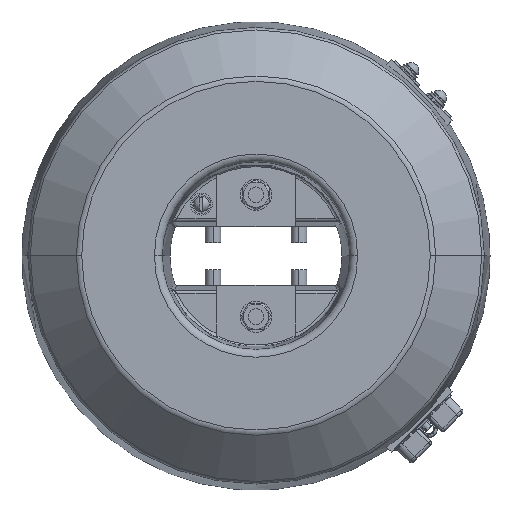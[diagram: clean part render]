
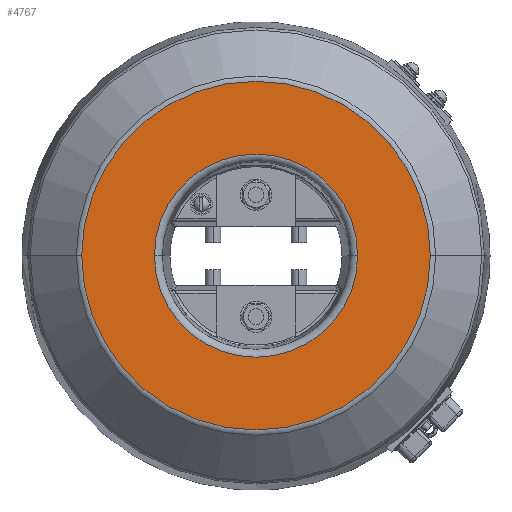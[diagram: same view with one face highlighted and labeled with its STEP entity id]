
A CAD part, top view. The second image highlights one B-rep face of the part: STEP entity #4767.
In plain terms, the highlighted planar face has unit normal (0, 0, 1).
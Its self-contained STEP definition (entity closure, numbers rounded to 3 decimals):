
#291 = DIRECTION ( 'NONE',  ( 0., 0., 1. ) ) ;
#321 = PLANE ( 'NONE',  #9686 ) ;
#325 = DIRECTION ( 'NONE',  ( 1., 0., 0. ) ) ;
#343 = CARTESIAN_POINT ( 'NONE',  ( 0., 0., 130. ) ) ;
#3449 = DIRECTION ( 'NONE',  ( 0., 0., 1. ) ) ;
#3450 = DIRECTION ( 'NONE',  ( 1., 0., 0. ) ) ;
#3468 = CARTESIAN_POINT ( 'NONE',  ( 0., 0., 130. ) ) ;
#3581 = CARTESIAN_POINT ( 'NONE',  ( 0., 0., 130. ) ) ;
#3592 = DIRECTION ( 'NONE',  ( 0., 0., -1. ) ) ;
#3605 = DIRECTION ( 'NONE',  ( 1., 0., 0. ) ) ;
#4194 = VERTEX_POINT ( 'NONE', #6961 ) ;
#4198 = VERTEX_POINT ( 'NONE', #6985 ) ;
#4200 = VERTEX_POINT ( 'NONE', #6971 ) ;
#4226 = VERTEX_POINT ( 'NONE', #6981 ) ;
#4767 = ADVANCED_FACE ( 'NONE', ( #12150, #12162 ), #321, .T. ) ;
#6108 = EDGE_CURVE ( 'NONE', #4226, #4194, #12325, .T. ) ;
#6151 = EDGE_CURVE ( 'NONE', #4198, #4200, #12364, .T. ) ;
#6961 = CARTESIAN_POINT ( 'NONE',  ( -111.544, 0., 130. ) ) ;
#6971 = CARTESIAN_POINT ( 'NONE',  ( 65.025, 0., 130. ) ) ;
#6981 = CARTESIAN_POINT ( 'NONE',  ( 111.544, 0., 130. ) ) ;
#6985 = CARTESIAN_POINT ( 'NONE',  ( -65.025, 0., 130. ) ) ;
#8389 = CIRCLE ( 'NONE', #10046, 111.544 ) ;
#8428 = CIRCLE ( 'NONE', #10084, 65.025 ) ;
#9686 = AXIS2_PLACEMENT_3D ( 'NONE', #343, #291, #325 ) ;
#9776 = AXIS2_PLACEMENT_3D ( 'NONE', #18469, #18566, #18561 ) ;
#9777 = AXIS2_PLACEMENT_3D ( 'NONE', #18624, #18631, #18657 ) ;
#10046 = AXIS2_PLACEMENT_3D ( 'NONE', #3468, #3449, #3450 ) ;
#10084 = AXIS2_PLACEMENT_3D ( 'NONE', #3581, #3592, #3605 ) ;
#12150 = FACE_OUTER_BOUND ( 'NONE', #17257, .T. ) ;
#12162 = FACE_BOUND ( 'NONE', #17224, .T. ) ;
#12325 = CIRCLE ( 'NONE', #9776, 111.544 ) ;
#12364 = CIRCLE ( 'NONE', #9777, 65.025 ) ;
#14041 = ORIENTED_EDGE ( 'NONE', *, *, #6151, .T. ) ;
#14100 = ORIENTED_EDGE ( 'NONE', *, *, #19896, .T. ) ;
#14114 = ORIENTED_EDGE ( 'NONE', *, *, #19929, .T. ) ;
#14156 = ORIENTED_EDGE ( 'NONE', *, *, #6108, .T. ) ;
#17224 = EDGE_LOOP ( 'NONE', ( #14114, #14041 ) ) ;
#17257 = EDGE_LOOP ( 'NONE', ( #14156, #14100 ) ) ;
#18469 = CARTESIAN_POINT ( 'NONE',  ( 0., 0., 130. ) ) ;
#18561 = DIRECTION ( 'NONE',  ( 1., 0., 0. ) ) ;
#18566 = DIRECTION ( 'NONE',  ( 0., 0., 1. ) ) ;
#18624 = CARTESIAN_POINT ( 'NONE',  ( 0., 0., 130. ) ) ;
#18631 = DIRECTION ( 'NONE',  ( 0., 0., -1. ) ) ;
#18657 = DIRECTION ( 'NONE',  ( 1., 0., 0. ) ) ;
#19896 = EDGE_CURVE ( 'NONE', #4194, #4226, #8389, .T. ) ;
#19929 = EDGE_CURVE ( 'NONE', #4200, #4198, #8428, .T. ) ;
